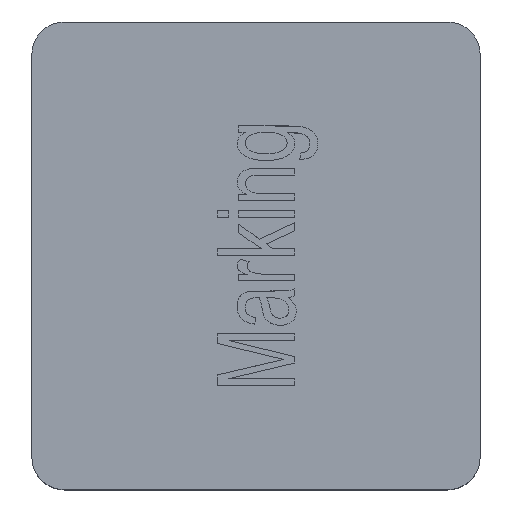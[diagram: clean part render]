
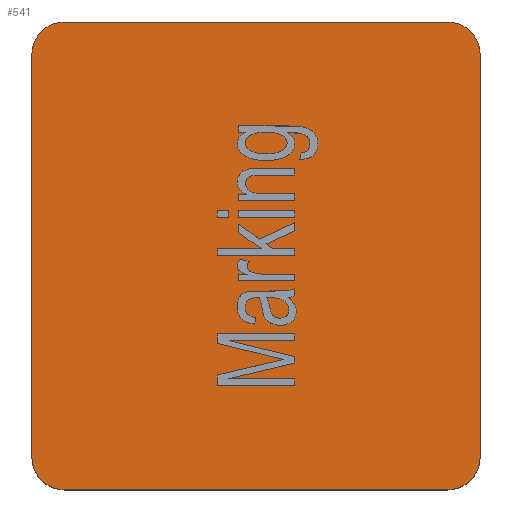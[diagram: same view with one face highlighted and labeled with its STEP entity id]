
A CAD part, top view. The second image highlights one B-rep face of the part: STEP entity #541.
In plain terms, the highlighted planar face has unit normal (0, 0, 1).
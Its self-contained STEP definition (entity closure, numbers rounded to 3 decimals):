
#351=FACE_OUTER_BOUND('',#1132,.T.);
#541=ADVANCED_FACE('',(#351),#716,.F.);
#716=PLANE('',#3795);
#1132=EDGE_LOOP('',(#1640,#1641,#1642,#1643,#1644,#1645,#1646,#1647));
#1295=CIRCLE('',#3781,0.5);
#1297=CIRCLE('',#3785,0.5);
#1299=CIRCLE('',#3789,0.5);
#1301=CIRCLE('',#3793,0.5);
#1640=ORIENTED_EDGE('',*,*,#2792,.F.);
#1641=ORIENTED_EDGE('',*,*,#2813,.F.);
#1642=ORIENTED_EDGE('',*,*,#2810,.F.);
#1643=ORIENTED_EDGE('',*,*,#2807,.F.);
#1644=ORIENTED_EDGE('',*,*,#2804,.F.);
#1645=ORIENTED_EDGE('',*,*,#2801,.F.);
#1646=ORIENTED_EDGE('',*,*,#2798,.F.);
#1647=ORIENTED_EDGE('',*,*,#2795,.F.);
#2410=VERTEX_POINT('',#6594);
#2411=VERTEX_POINT('',#6596);
#2413=VERTEX_POINT('',#6602);
#2415=VERTEX_POINT('',#6608);
#2417=VERTEX_POINT('',#6614);
#2419=VERTEX_POINT('',#6620);
#2421=VERTEX_POINT('',#6626);
#2423=VERTEX_POINT('',#6632);
#2792=EDGE_CURVE('',#2410,#2411,#3250,.T.);
#2795=EDGE_CURVE('',#2411,#2413,#1295,.T.);
#2798=EDGE_CURVE('',#2413,#2415,#3254,.T.);
#2801=EDGE_CURVE('',#2415,#2417,#1297,.T.);
#2804=EDGE_CURVE('',#2417,#2419,#3258,.T.);
#2807=EDGE_CURVE('',#2419,#2421,#1299,.T.);
#2810=EDGE_CURVE('',#2421,#2423,#3262,.T.);
#2813=EDGE_CURVE('',#2423,#2410,#1301,.T.);
#3250=LINE('',#6595,#3506);
#3254=LINE('',#6607,#3510);
#3258=LINE('',#6619,#3514);
#3262=LINE('',#6631,#3518);
#3506=VECTOR('',#4163,1.);
#3510=VECTOR('',#4175,1.);
#3514=VECTOR('',#4187,1.);
#3518=VECTOR('',#4199,1.);
#3781=AXIS2_PLACEMENT_3D('',#6601,#4169,#4170);
#3785=AXIS2_PLACEMENT_3D('',#6613,#4181,#4182);
#3789=AXIS2_PLACEMENT_3D('',#6625,#4193,#4194);
#3793=AXIS2_PLACEMENT_3D('',#6636,#4205,#4206);
#3795=AXIS2_PLACEMENT_3D('',#6638,#4209,#4210);
#4163=DIRECTION('',(-1.,0.,0.));
#4169=DIRECTION('',(0.,0.,-1.));
#4170=DIRECTION('',(1.,0.,0.));
#4175=DIRECTION('',(0.,1.,0.));
#4181=DIRECTION('',(0.,0.,-1.));
#4182=DIRECTION('',(1.,0.,0.));
#4187=DIRECTION('',(1.,0.,0.));
#4193=DIRECTION('',(0.,0.,-1.));
#4194=DIRECTION('',(1.,0.,0.));
#4199=DIRECTION('',(0.,-1.,0.));
#4205=DIRECTION('',(0.,0.,-1.));
#4206=DIRECTION('',(1.,0.,0.));
#4209=DIRECTION('',(0.,0.,-1.));
#4210=DIRECTION('',(-1.,0.,0.));
#6594=CARTESIAN_POINT('',(2.95,-3.6,1.8));
#6595=CARTESIAN_POINT('',(2.95,-3.6,1.8));
#6596=CARTESIAN_POINT('',(-2.95,-3.6,1.8));
#6601=CARTESIAN_POINT('',(-2.95,-3.1,1.8));
#6602=CARTESIAN_POINT('',(-3.45,-3.1,1.8));
#6607=CARTESIAN_POINT('',(-3.45,-3.1,1.8));
#6608=CARTESIAN_POINT('',(-3.45,3.1,1.8));
#6613=CARTESIAN_POINT('',(-2.95,3.1,1.8));
#6614=CARTESIAN_POINT('',(-2.95,3.6,1.8));
#6619=CARTESIAN_POINT('',(-2.95,3.6,1.8));
#6620=CARTESIAN_POINT('',(2.95,3.6,1.8));
#6625=CARTESIAN_POINT('',(2.95,3.1,1.8));
#6626=CARTESIAN_POINT('',(3.45,3.1,1.8));
#6631=CARTESIAN_POINT('',(3.45,3.1,1.8));
#6632=CARTESIAN_POINT('',(3.45,-3.1,1.8));
#6636=CARTESIAN_POINT('',(2.95,-3.1,1.8));
#6638=CARTESIAN_POINT('',(-2.95,-3.1,1.8));
